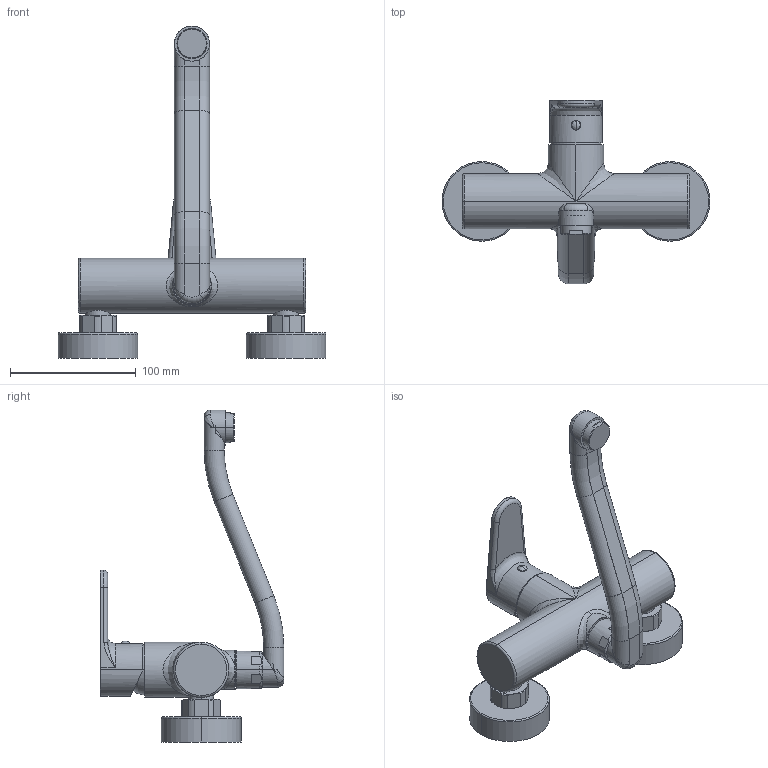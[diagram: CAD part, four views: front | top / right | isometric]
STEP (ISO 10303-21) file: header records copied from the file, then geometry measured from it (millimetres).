
FILE_DESCRIPTION((''),'2;1');
FILE_NAME('GR161CR_SW0001','2021-01-14T13:09:15',('ut3'),('PAFFONI SpA'),'CREO PARAMETRIC BY PTC INC, 2020044','CREO PARAMETRIC BY PTC INC, 2020044','');
FILE_SCHEMA(('CONFIG_CONTROL_DESIGN','SHAPE_APPEARANCE_LAYERS_GROUPS'));
Length unit declared in the file: millimetre
Products named in the file (1): GR161CR_SW0001
Bounding box: 213.5 x 146.3 x 264.5 mm (x, y, z)
Volume: 332462.5 mm3; surface area: 146200.8 mm2
Topology: 3 solids, 3 shells, 510 faces, 1270 edges, 789 vertices
Faces by surface type: plane 210, cylinder 167, cone 59, torus 42, bspline 30, sphere 2
Entity records: 21860 total; most frequent: CARTESIAN_POINT 6268, DIRECTION 2525, ORIENTED_EDGE 2512, EDGE_CURVE 1256, AXIS2_PLACEMENT_3D 993, VERTEX_POINT 787, EDGE_LOOP 555, VECTOR 539
